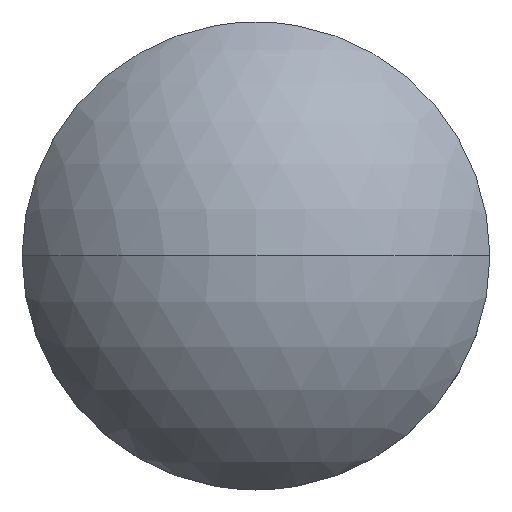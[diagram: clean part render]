
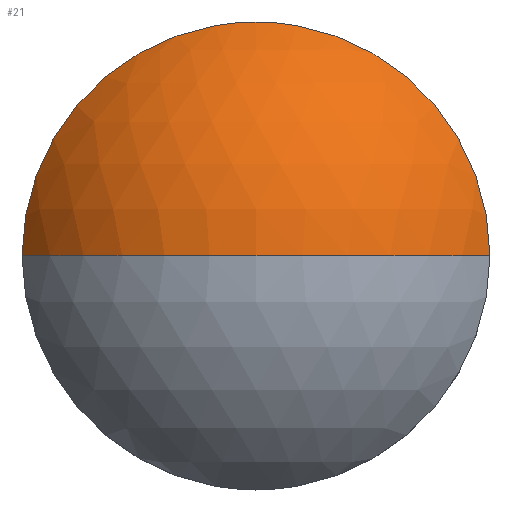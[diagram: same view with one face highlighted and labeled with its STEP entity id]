
A CAD part, top view. The second image highlights one B-rep face of the part: STEP entity #21.
In plain terms, the highlighted spherical face has radius 5.875 mm.
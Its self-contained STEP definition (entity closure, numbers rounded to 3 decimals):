
#2 = FACE_OUTER_BOUND ( 'NONE', #82, .T. ) ;
#10 = AXIS2_PLACEMENT_3D ( 'NONE', #205, #157, #11 ) ;
#11 = DIRECTION ( 'NONE',  ( 0., 0., 1. ) ) ;
#20 = AXIS2_PLACEMENT_3D ( 'NONE', #84, #36, #214 ) ;
#21 = ADVANCED_FACE ( 'NONE', ( #2 ), #85, .T. ) ;
#36 = DIRECTION ( 'NONE',  ( 0., -1., 0. ) ) ;
#38 = CIRCLE ( 'NONE', #10, 5.875 ) ;
#42 = DIRECTION ( 'NONE',  ( 1., 0., 0. ) ) ;
#43 = EDGE_CURVE ( 'NONE', #201, #66, #216, .T. ) ;
#44 = CARTESIAN_POINT ( 'NONE',  ( 5., 0., 2.21 ) ) ;
#57 = DIRECTION ( 'NONE',  ( 0., -1., 0. ) ) ;
#58 = CIRCLE ( 'NONE', #153, 5.875 ) ;
#61 = CARTESIAN_POINT ( 'NONE',  ( 0., 0., 5. ) ) ;
#66 = VERTEX_POINT ( 'NONE', #77 ) ;
#67 = VERTEX_POINT ( 'NONE', #61 ) ;
#71 = DIRECTION ( 'NONE',  ( 0., 0., 1. ) ) ;
#77 = CARTESIAN_POINT ( 'NONE',  ( -5., 0., 2.21 ) ) ;
#82 = EDGE_LOOP ( 'NONE', ( #98, #196, #118 ) ) ;
#84 = CARTESIAN_POINT ( 'NONE',  ( 0., 0., -0.875 ) ) ;
#85 = SPHERICAL_SURFACE ( 'NONE', #20, 5.875 ) ;
#97 = EDGE_CURVE ( 'NONE', #66, #67, #38, .T. ) ;
#98 = ORIENTED_EDGE ( 'NONE', *, *, #119, .F. ) ;
#118 = ORIENTED_EDGE ( 'NONE', *, *, #97, .T. ) ;
#119 = EDGE_CURVE ( 'NONE', #201, #67, #58, .T. ) ;
#126 = CARTESIAN_POINT ( 'NONE',  ( 0., 0., -0.875 ) ) ;
#133 = DIRECTION ( 'NONE',  ( 1., 0., 0. ) ) ;
#153 = AXIS2_PLACEMENT_3D ( 'NONE', #126, #57, #42 ) ;
#157 = DIRECTION ( 'NONE',  ( 0., 1., 0. ) ) ;
#185 = AXIS2_PLACEMENT_3D ( 'NONE', #186, #71, #133 ) ;
#186 = CARTESIAN_POINT ( 'NONE',  ( 0., 0., 2.21 ) ) ;
#196 = ORIENTED_EDGE ( 'NONE', *, *, #43, .T. ) ;
#201 = VERTEX_POINT ( 'NONE', #44 ) ;
#205 = CARTESIAN_POINT ( 'NONE',  ( 0., 0., -0.875 ) ) ;
#214 = DIRECTION ( 'NONE',  ( -1., 0., 0. ) ) ;
#216 = CIRCLE ( 'NONE', #185, 5. ) ;
